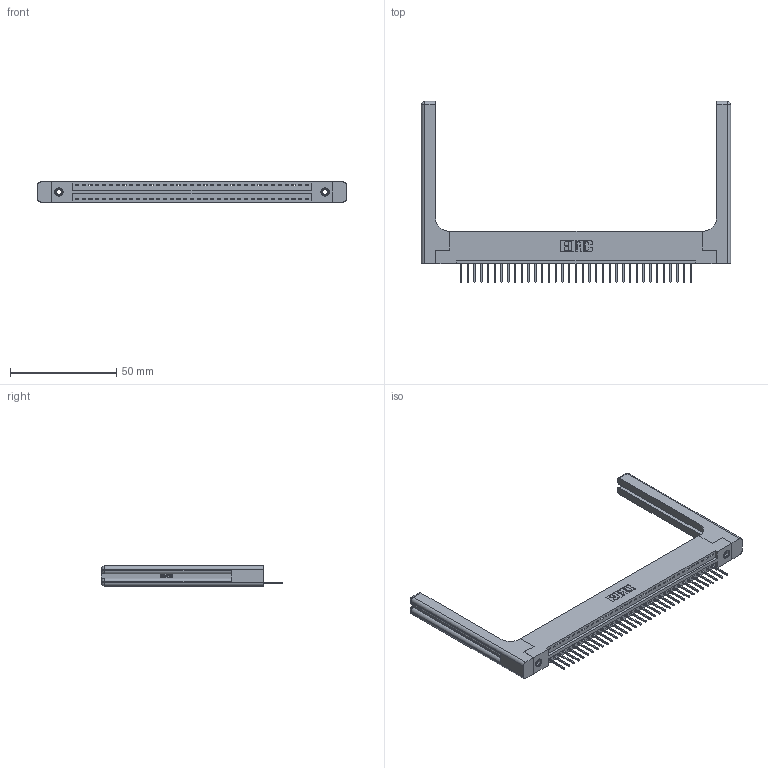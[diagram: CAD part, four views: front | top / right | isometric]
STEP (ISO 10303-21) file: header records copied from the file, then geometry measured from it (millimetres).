
FILE_DESCRIPTION (( 'STEP AP203' ), '1' );
FILE_NAME ('346-035-526-158.STEP', '2022-05-06T23:06:39', ( '' ), ( '' ), 'SwSTEP 2.0', 'SolidWorks 2020', '' );
FILE_SCHEMA (( 'CONFIG_CONTROL_DESIGN' ));
Length unit declared in the file: inch
Products named in the file (5): 346-035-526-158; 345-250-001_345-250-001-102; 346 Part_Flush Mounting Lugs - 0.156 Dia-TH; 346-220-058_345-220-058; 345-292-001_345-293-126
Assembly tree (40 placements, depth 2):
  346-035-526-158
    346 Part_Flush Mounting Lugs - 0.156 Dia-TH
    345-292-001_345-293-126  x35
    345-250-001_345-250-001-102  x2
    346-220-058_345-220-058  x2
Bounding box: 145.19 x 85.09 x 9.4 mm (x, y, z)
Volume: 21321.7 mm3; surface area: 22344.6 mm2
Topology: 40 solids, 40 shells, 2422 faces, 7191 edges, 4726 vertices
Faces by surface type: plane 1638, cylinder 724, bspline 36, cone 12, sphere 8, torus 4
Entity records: 28280 total; most frequent: CARTESIAN_POINT 5832, ORIENTED_EDGE 4596, DIRECTION 4084, EDGE_CURVE 2298, LINE 1934, VECTOR 1934, VERTEX_POINT 1522, AXIS2_PLACEMENT_3D 1075
